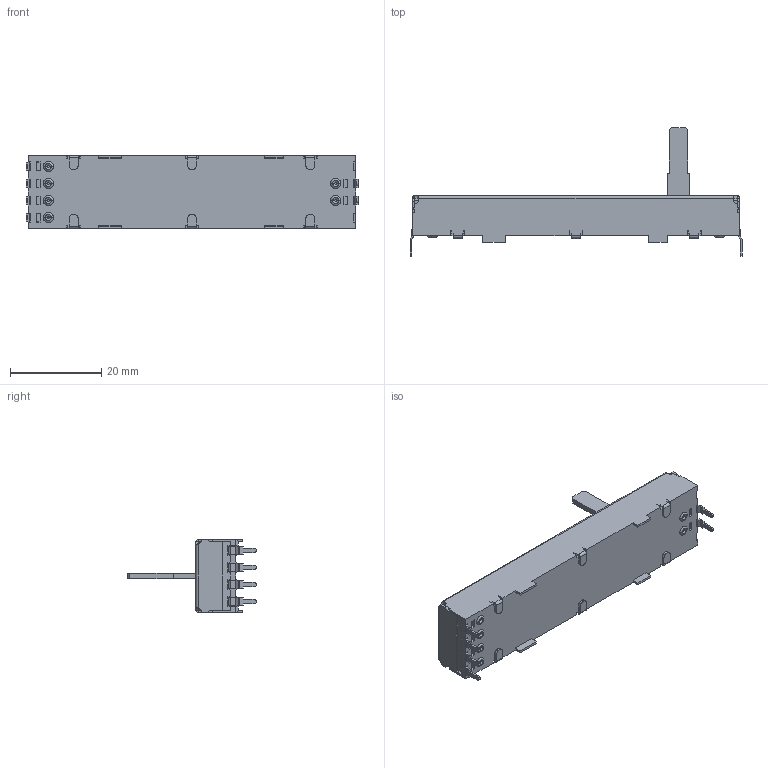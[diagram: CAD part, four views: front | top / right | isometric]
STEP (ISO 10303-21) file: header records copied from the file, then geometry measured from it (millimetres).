
FILE_DESCRIPTION((''),'2;1');
FILE_NAME('F4546-0011A_ASM_SW0002','2018-04-11T',('eng05'),(''),'PRO/ENGINEER BY PARAMETRIC TECHNOLOGY CORPORATION, 2012480','PRO/ENGINEER BY PARAMETRIC TECHNOLOGY CORPORATION, 2012480','');
FILE_SCHEMA(('CONFIG_CONTROL_DESIGN'));
Length unit declared in the file: millimetre
Products named in the file (1): F4546-0011A_ASM_SW0002
Bounding box: 72.9 x 28.3 x 16 mm (x, y, z)
Volume: 4663.7 mm3; surface area: 10251.2 mm2
Topology: 1 solids, 1 shells, 745 faces, 2238 edges, 1450 vertices
Faces by surface type: plane 533, cylinder 140, torus 52, bspline 16, cone 4
Entity records: 27475 total; most frequent: CARTESIAN_POINT 6996, ORIENTED_EDGE 4476, DIRECTION 4014, EDGE_CURVE 2238, VECTOR 1776, LINE 1776, VERTEX_POINT 1450, AXIS2_PLACEMENT_3D 1119
